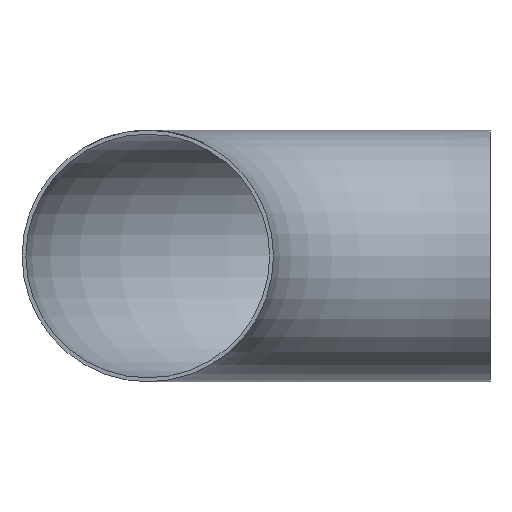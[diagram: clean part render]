
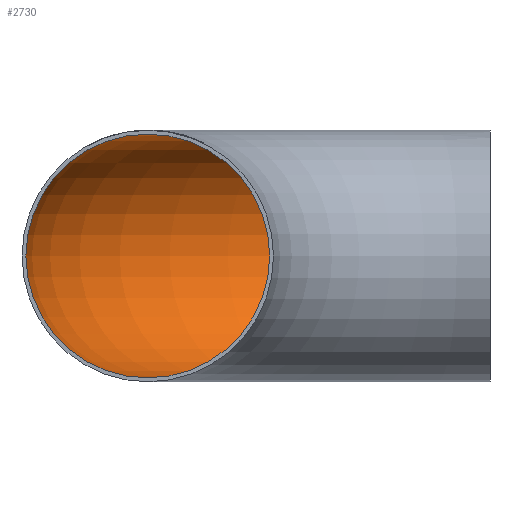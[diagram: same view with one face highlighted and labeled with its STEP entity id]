
A CAD part, front view. The second image highlights one B-rep face of the part: STEP entity #2730.
In plain terms, the highlighted toroidal (fillet/blend) face has major radius 229 mm and minor radius 81.55 mm.
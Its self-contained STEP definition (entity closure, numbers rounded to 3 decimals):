
#177 = DIRECTION ( 'NONE',  ( 0., 1., 0. ) ) ;
#1360 = CIRCLE ( 'NONE', #4022, 81.55 ) ;
#1975 = TOROIDAL_SURFACE ( 'NONE', #2623, 229., 81.55 ) ;
#2623 = AXIS2_PLACEMENT_3D ( 'NONE', #7255, #8545, #5154 ) ;
#2730 = ADVANCED_FACE ( 'NONE', ( #6413, #7925 ), #1975, .F. ) ;
#2816 = CARTESIAN_POINT ( 'NONE',  ( -229., 0., 0. ) ) ;
#3053 = AXIS2_PLACEMENT_3D ( 'NONE', #2816, #177, #8238 ) ;
#3242 = DIRECTION ( 'NONE',  ( 0., 1., 0. ) ) ;
#4022 = AXIS2_PLACEMENT_3D ( 'NONE', #7382, #8041, #3242 ) ;
#4262 = VERTEX_POINT ( 'NONE', #5350 ) ;
#4698 = CARTESIAN_POINT ( 'NONE',  ( -229., 0., 81.55 ) ) ;
#4936 = ORIENTED_EDGE ( 'NONE', *, *, #7899, .T. ) ;
#4999 = VERTEX_POINT ( 'NONE', #4698 ) ;
#5154 = DIRECTION ( 'NONE',  ( -1., 0., 0. ) ) ;
#5155 = EDGE_LOOP ( 'NONE', ( #4936 ) ) ;
#5350 = CARTESIAN_POINT ( 'NONE',  ( 0., 310.55, 0. ) ) ;
#6382 = CIRCLE ( 'NONE', #3053, 81.55 ) ;
#6413 = FACE_OUTER_BOUND ( 'NONE', #5155, .T. ) ;
#6846 = EDGE_LOOP ( 'NONE', ( #8221 ) ) ;
#7255 = CARTESIAN_POINT ( 'NONE',  ( 0., 0., 0. ) ) ;
#7382 = CARTESIAN_POINT ( 'NONE',  ( 0., 229., 0. ) ) ;
#7899 = EDGE_CURVE ( 'NONE', #4262, #4262, #1360, .T. ) ;
#7925 = FACE_OUTER_BOUND ( 'NONE', #6846, .T. ) ;
#8041 = DIRECTION ( 'NONE',  ( 1., 0., 0. ) ) ;
#8221 = ORIENTED_EDGE ( 'NONE', *, *, #8416, .F. ) ;
#8238 = DIRECTION ( 'NONE',  ( 0., 0., 1. ) ) ;
#8416 = EDGE_CURVE ( 'NONE', #4999, #4999, #6382, .T. ) ;
#8545 = DIRECTION ( 'NONE',  ( 0., 0., -1. ) ) ;
